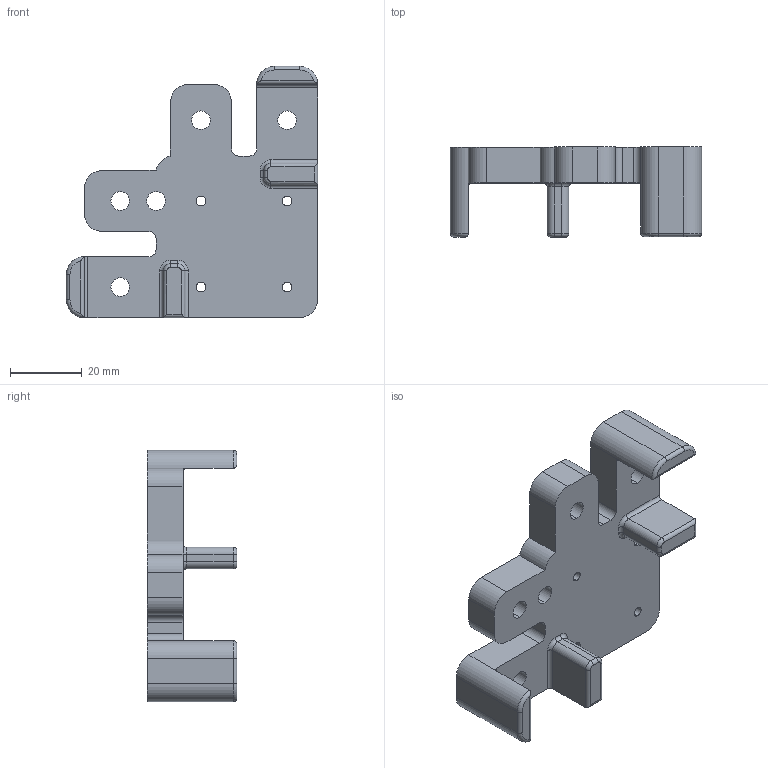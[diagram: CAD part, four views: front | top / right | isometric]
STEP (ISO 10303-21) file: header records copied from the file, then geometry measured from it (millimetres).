
FILE_DESCRIPTION (( 'STEP AP203' ), '1' );
FILE_NAME ('Probe_mount.STEP', '2024-10-07T13:55:24', ( '' ), ( '' ), 'SwSTEP 2.0', 'SolidWorks 2024', '' );
FILE_SCHEMA (( 'CONFIG_CONTROL_DESIGN' ));
Length unit declared in the file: millimetre
Products named in the file (1): Probe_mount
Bounding box: 70 x 25 x 70 mm (x, y, z)
Volume: 38630.3 mm3; surface area: 13548.8 mm2
Topology: 1 solids, 1 shells, 96 faces, 250 edges, 156 vertices
Faces by surface type: cylinder 56, plane 28, torus 12
Entity records: 3091 total; most frequent: CARTESIAN_POINT 551, DIRECTION 548, ORIENTED_EDGE 500, EDGE_CURVE 250, AXIS2_PLACEMENT_3D 209, VERTEX_POINT 156, LINE 130, VECTOR 130
